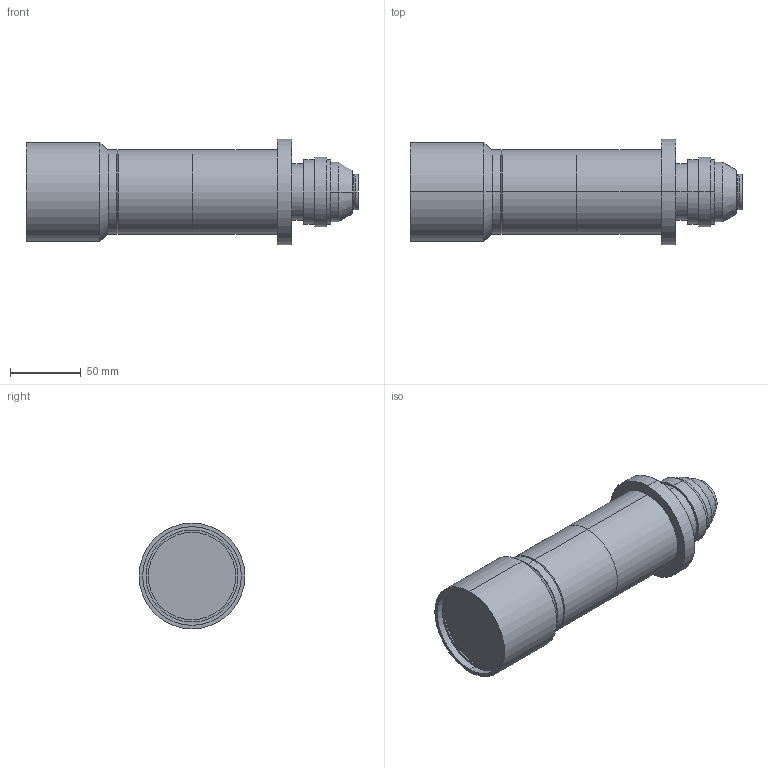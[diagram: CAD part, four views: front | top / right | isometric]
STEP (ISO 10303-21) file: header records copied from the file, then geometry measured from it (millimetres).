
FILE_DESCRIPTION (( 'STEP AP203' ), '1' );
FILE_NAME ('S5LPJ1224_01.STEP', '2016-02-09T10:36:36', ( 'poweredge' ), ( 'Hewlett-Packard Company' ), 'SwSTEP 2.0', 'SolidWorks 2015', '' );
FILE_SCHEMA (( 'CONFIG_CONTROL_DESIGN' ));
Length unit declared in the file: millimetre
Products named in the file (1): S5LPJ1224_01
Bounding box: 235.49 x 75 x 75 mm (x, y, z)
Volume: 648241.9 mm3; surface area: 57307.4 mm2
Topology: 1 solids, 1 shells, 65 faces, 128 edges, 80 vertices
Faces by surface type: cylinder 32, plane 17, cone 10, torus 6
Entity records: 1777 total; most frequent: DIRECTION 346, CARTESIAN_POINT 274, ORIENTED_EDGE 256, AXIS2_PLACEMENT_3D 152, EDGE_CURVE 128, CIRCLE 86, VERTEX_POINT 80, EDGE_LOOP 80
